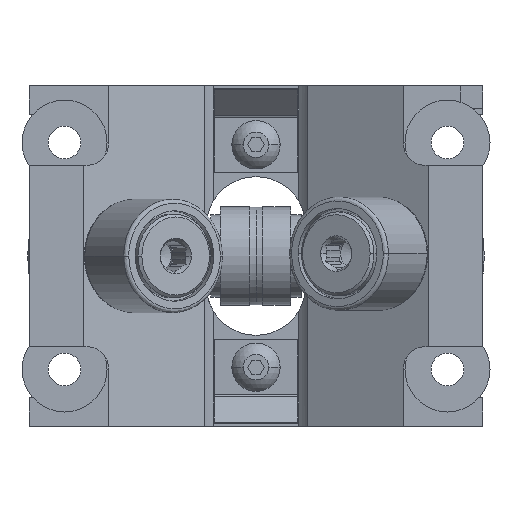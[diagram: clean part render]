
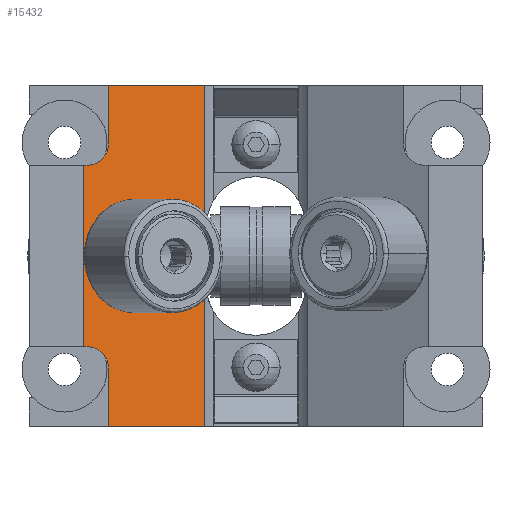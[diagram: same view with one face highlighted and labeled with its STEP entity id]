
A CAD part, front view. The second image highlights one B-rep face of the part: STEP entity #15432.
In plain terms, the highlighted planar face has unit normal (0.499, -0.867, 0).
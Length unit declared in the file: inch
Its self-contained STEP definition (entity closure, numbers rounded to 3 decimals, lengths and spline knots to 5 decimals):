
#667 = CARTESIAN_POINT ( 'NONE',  ( -0.65743, -0.05379, -0.1925 ) ) ;
#702 = ORIENTED_EDGE ( 'NONE', *, *, #10019, .F. ) ;
#735 = DIRECTION ( 'NONE',  ( 0., 0., 1. ) ) ;
#890 = CARTESIAN_POINT ( 'NONE',  ( -0.65743, -0.05379, 0. ) ) ;
#1218 = CARTESIAN_POINT ( 'NONE',  ( -0.76022, -0.113, 0.4 ) ) ;
#1523 = CARTESIAN_POINT ( 'NONE',  ( -0.65, -0.04951, -0.43894 ) ) ;
#1653 = CARTESIAN_POINT ( 'NONE',  ( -0.49062, 0.04229, 0. ) ) ;
#1699 = ORIENTED_EDGE ( 'NONE', *, *, #15802, .T. ) ;
#2034 = ORIENTED_EDGE ( 'NONE', *, *, #5412, .F. ) ;
#2136 = LINE ( 'NONE', #17493, #4402 ) ;
#3000 = CARTESIAN_POINT ( 'NONE',  ( -0.65, -0.04951, 0.494 ) ) ;
#3102 = CARTESIAN_POINT ( 'NONE',  ( -0.744, -0.10366, 0.4 ) ) ;
#3166 = DIRECTION ( 'NONE',  ( 0.499, -0.867, 0. ) ) ;
#3276 = FACE_OUTER_BOUND ( 'NONE', #20081, .T. ) ;
#3531 = VERTEX_POINT ( 'NONE', #7658 ) ;
#3982 = LINE ( 'NONE', #14400, #9484 ) ;
#4402 = VECTOR ( 'NONE', #19530, 39.37008 ) ;
#4429 = CARTESIAN_POINT ( 'NONE',  ( -0.65, -0.04951, -0.494 ) ) ;
#4729 = CARTESIAN_POINT ( 'NONE',  ( -0.65, -0.04951, 0.494 ) ) ;
#4847 = PLANE ( 'NONE',  #5967 ) ;
#5052 = ORIENTED_EDGE ( 'NONE', *, *, #20721, .F. ) ;
#5327 = DIRECTION ( 'NONE',  ( 0.867, 0.499, 0. ) ) ;
#5412 = EDGE_CURVE ( 'NONE', #19164, #20778, #7809, .T. ) ;
#5506 = EDGE_CURVE ( 'NONE', #21367, #19164, #11955, .T. ) ;
#5738 = EDGE_CURVE ( 'NONE', #3531, #21367, #2136, .T. ) ;
#5749 = CARTESIAN_POINT ( 'NONE',  ( -0.744, -0.10366, 0.4 ) ) ;
#5967 = AXIS2_PLACEMENT_3D ( 'NONE', #12039, #3166, #10141 ) ;
#6242 = CARTESIAN_POINT ( 'NONE',  ( -0.65, -0.04951, -0.494 ) ) ;
#6282 = CARTESIAN_POINT ( 'NONE',  ( -0.49062, 0.04229, 0. ) ) ;
#6321 = CARTESIAN_POINT ( 'NONE',  ( -0.22566, 0.19491, -0.75 ) ) ;
#6503 = VECTOR ( 'NONE', #15075, 39.37008 ) ;
#6591 = CARTESIAN_POINT ( 'NONE',  ( -0.65743, -0.05379, 0. ) ) ;
#6686 = CARTESIAN_POINT ( 'NONE',  ( -0.22566, 0.19491, -0.75 ) ) ;
#6888 = EDGE_CURVE ( 'NONE', #17285, #17048, #3982, .T. ) ;
#6936 = ORIENTED_EDGE ( 'NONE', *, *, #18516, .F. ) ;
#7099 = CARTESIAN_POINT ( 'NONE',  ( -0.65, -0.04951, -0.75 ) ) ;
#7193 = ORIENTED_EDGE ( 'NONE', *, *, #5738, .F. ) ;
#7332 =( BOUNDED_CURVE ( )  B_SPLINE_CURVE ( 3, ( #6242, #1523, #17229, #15433 ),
 .UNSPECIFIED., .F., .F. ) 
 B_SPLINE_CURVE_WITH_KNOTS ( ( 4, 4 ),
 ( 0., 1.5708 ),
 .UNSPECIFIED. ) 
 CURVE ( )  GEOMETRIC_REPRESENTATION_ITEM ( )  RATIONAL_B_SPLINE_CURVE ( ( 1., 0.805, 0.805, 1. ) ) 
 REPRESENTATION_ITEM ( '' )  );
#7377 = CARTESIAN_POINT ( 'NONE',  ( -0.22566, 0.19491, -0.75 ) ) ;
#7658 = CARTESIAN_POINT ( 'NONE',  ( -0.744, -0.10366, -0.4 ) ) ;
#7809 = LINE ( 'NONE', #12624, #8238 ) ;
#7880 = EDGE_LOOP ( 'NONE', ( #12364, #1699 ) ) ;
#8173 =( BOUNDED_CURVE ( )  B_SPLINE_CURVE ( 3, ( #3102, #11746, #18603, #3000 ),
 .UNSPECIFIED., .F., .F. ) 
 B_SPLINE_CURVE_WITH_KNOTS ( ( 4, 4 ),
 ( 4.71239, 6.28319 ),
 .UNSPECIFIED. ) 
 CURVE ( )  GEOMETRIC_REPRESENTATION_ITEM ( )  RATIONAL_B_SPLINE_CURVE ( ( 1., 0.805, 0.805, 1. ) ) 
 REPRESENTATION_ITEM ( '' )  );
#8238 = VECTOR ( 'NONE', #14731, 39.37008 ) ;
#8246 = LINE ( 'NONE', #6321, #6503 ) ;
#8352 = DIRECTION ( 'NONE',  ( 0., 0., 1. ) ) ;
#8391 = VECTOR ( 'NONE', #18916, 39.37008 ) ;
#8599 = VERTEX_POINT ( 'NONE', #17067 ) ;
#8987 = ORIENTED_EDGE ( 'NONE', *, *, #5506, .F. ) ;
#9439 = CARTESIAN_POINT ( 'NONE',  ( -0.22566, 0.19491, 0.75 ) ) ;
#9484 = VECTOR ( 'NONE', #735, 39.37008 ) ;
#9798 = VERTEX_POINT ( 'NONE', #6282 ) ;
#10019 = EDGE_CURVE ( 'NONE', #20778, #20136, #8173, .T. ) ;
#10141 = DIRECTION ( 'NONE',  ( 0.867, 0.499, 0. ) ) ;
#10168 = EDGE_CURVE ( 'NONE', #17285, #13495, #17241, .T. ) ;
#11746 = CARTESIAN_POINT ( 'NONE',  ( -0.68894, -0.07194, 0.4 ) ) ;
#11955 = LINE ( 'NONE', #13480, #16754 ) ;
#12039 = CARTESIAN_POINT ( 'NONE',  ( -0.22566, 0.19491, -0.75 ) ) ;
#12364 = ORIENTED_EDGE ( 'NONE', *, *, #15111, .T. ) ;
#12624 = CARTESIAN_POINT ( 'NONE',  ( -0.22566, 0.19491, 0.4 ) ) ;
#12663 = CARTESIAN_POINT ( 'NONE',  ( -0.49062, 0.04229, 0. ) ) ;
#12714 = ORIENTED_EDGE ( 'NONE', *, *, #18849, .F. ) ;
#13095 = CARTESIAN_POINT ( 'NONE',  ( -0.65743, -0.05379, 0. ) ) ;
#13480 = CARTESIAN_POINT ( 'NONE',  ( -0.76022, -0.113, -0.75 ) ) ;
#13495 = VERTEX_POINT ( 'NONE', #7377 ) ;
#13643 = CARTESIAN_POINT ( 'NONE',  ( -0.65, -0.04951, 0.75 ) ) ;
#14059 = VECTOR ( 'NONE', #16063, 39.37008 ) ;
#14108 = CARTESIAN_POINT ( 'NONE',  ( -0.76022, -0.113, -0.4 ) ) ;
#14400 = CARTESIAN_POINT ( 'NONE',  ( -0.65, -0.04951, -0.75 ) ) ;
#14570 = EDGE_CURVE ( 'NONE', #13495, #8599, #8246, .T. ) ;
#14731 = DIRECTION ( 'NONE',  ( 0.867, 0.499, 0. ) ) ;
#14891 = CARTESIAN_POINT ( 'NONE',  ( -0.49062, 0.04229, 0.1925 ) ) ;
#14907 =( BOUNDED_CURVE ( )  B_SPLINE_CURVE ( 3, ( #12663, #21301, #667, #890 ),
 .UNSPECIFIED., .F., .F. ) 
 B_SPLINE_CURVE_WITH_KNOTS ( ( 4, 4 ),
 ( 0., 3.14159 ),
 .UNSPECIFIED. ) 
 CURVE ( )  GEOMETRIC_REPRESENTATION_ITEM ( )  RATIONAL_B_SPLINE_CURVE ( ( 1., 0.333, 0.333, 1. ) ) 
 REPRESENTATION_ITEM ( '' )  );
#15075 = DIRECTION ( 'NONE',  ( 0., 0., 1. ) ) ;
#15111 = EDGE_CURVE ( 'NONE', #9798, #15826, #14907, .T. ) ;
#15432 = ADVANCED_FACE ( 'NONE', ( #3276, #17198 ), #4847, .T. ) ;
#15433 = CARTESIAN_POINT ( 'NONE',  ( -0.744, -0.10366, -0.4 ) ) ;
#15802 = EDGE_CURVE ( 'NONE', #15826, #9798, #17225, .T. ) ;
#15826 = VERTEX_POINT ( 'NONE', #13095 ) ;
#16063 = DIRECTION ( 'NONE',  ( 0.867, 0.499, 0. ) ) ;
#16754 = VECTOR ( 'NONE', #8352, 39.37008 ) ;
#17048 = VERTEX_POINT ( 'NONE', #4429 ) ;
#17067 = CARTESIAN_POINT ( 'NONE',  ( -0.22566, 0.19491, 0.75 ) ) ;
#17198 = FACE_BOUND ( 'NONE', #7880, .T. ) ;
#17223 = CARTESIAN_POINT ( 'NONE',  ( -0.65, -0.04951, -0.75 ) ) ;
#17225 =( BOUNDED_CURVE ( )  B_SPLINE_CURVE ( 3, ( #6591, #18618, #14891, #1653 ),
 .UNSPECIFIED., .F., .F. ) 
 B_SPLINE_CURVE_WITH_KNOTS ( ( 4, 4 ),
 ( 3.14159, 6.28319 ),
 .UNSPECIFIED. ) 
 CURVE ( )  GEOMETRIC_REPRESENTATION_ITEM ( )  RATIONAL_B_SPLINE_CURVE ( ( 1., 0.333, 0.333, 1. ) ) 
 REPRESENTATION_ITEM ( '' )  );
#17229 = CARTESIAN_POINT ( 'NONE',  ( -0.68894, -0.07194, -0.4 ) ) ;
#17241 = LINE ( 'NONE', #6686, #20538 ) ;
#17285 = VERTEX_POINT ( 'NONE', #7099 ) ;
#17327 = LINE ( 'NONE', #17223, #8391 ) ;
#17493 = CARTESIAN_POINT ( 'NONE',  ( -0.22566, 0.19491, -0.4 ) ) ;
#17712 = ORIENTED_EDGE ( 'NONE', *, *, #10168, .T. ) ;
#18516 = EDGE_CURVE ( 'NONE', #17048, #3531, #7332, .T. ) ;
#18603 = CARTESIAN_POINT ( 'NONE',  ( -0.65, -0.04951, 0.43894 ) ) ;
#18618 = CARTESIAN_POINT ( 'NONE',  ( -0.65743, -0.05379, 0.1925 ) ) ;
#18849 = EDGE_CURVE ( 'NONE', #19401, #8599, #21556, .T. ) ;
#18916 = DIRECTION ( 'NONE',  ( 0., 0., 1. ) ) ;
#19164 = VERTEX_POINT ( 'NONE', #1218 ) ;
#19401 = VERTEX_POINT ( 'NONE', #13643 ) ;
#19530 = DIRECTION ( 'NONE',  ( -0.867, -0.499, 0. ) ) ;
#20081 = EDGE_LOOP ( 'NONE', ( #21534, #17712, #21852, #12714, #5052, #702, #2034, #8987, #7193, #6936 ) ) ;
#20136 = VERTEX_POINT ( 'NONE', #4729 ) ;
#20538 = VECTOR ( 'NONE', #5327, 39.37008 ) ;
#20721 = EDGE_CURVE ( 'NONE', #20136, #19401, #17327, .T. ) ;
#20778 = VERTEX_POINT ( 'NONE', #5749 ) ;
#21301 = CARTESIAN_POINT ( 'NONE',  ( -0.49062, 0.04229, -0.1925 ) ) ;
#21367 = VERTEX_POINT ( 'NONE', #14108 ) ;
#21534 = ORIENTED_EDGE ( 'NONE', *, *, #6888, .F. ) ;
#21556 = LINE ( 'NONE', #9439, #14059 ) ;
#21852 = ORIENTED_EDGE ( 'NONE', *, *, #14570, .T. ) ;
